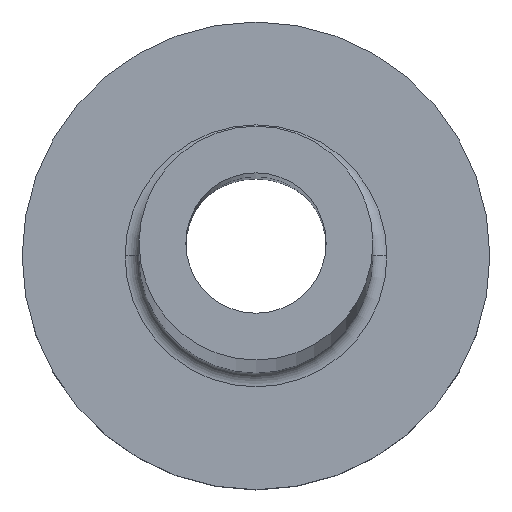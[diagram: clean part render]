
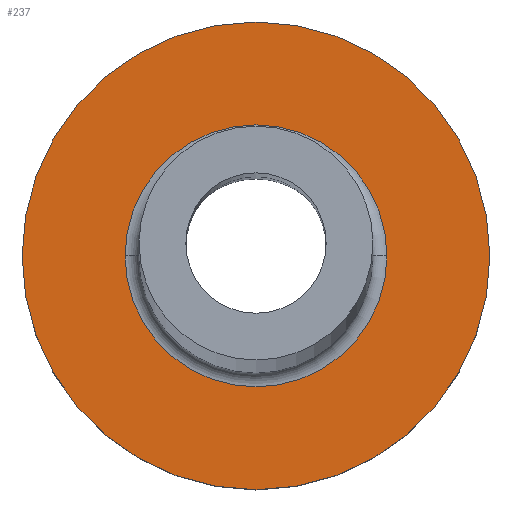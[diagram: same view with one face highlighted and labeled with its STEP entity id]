
A CAD part, top view. The second image highlights one B-rep face of the part: STEP entity #237.
In plain terms, the highlighted planar face has unit normal (0, 0, 1).
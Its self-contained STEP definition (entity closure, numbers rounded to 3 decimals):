
#1 = CARTESIAN_POINT ( 'NONE',  ( 0., 0., 3. ) ) ;
#7 = DIRECTION ( 'NONE',  ( 0., 0., -1. ) ) ;
#8 = VERTEX_POINT ( 'NONE', #411 ) ;
#12 = CIRCLE ( 'NONE', #229, 2.8 ) ;
#33 = AXIS2_PLACEMENT_3D ( 'NONE', #295, #44, #392 ) ;
#43 = EDGE_LOOP ( 'NONE', ( #434, #394 ) ) ;
#44 = DIRECTION ( 'NONE',  ( 0., 0., 1. ) ) ;
#47 = CIRCLE ( 'NONE', #306, 5. ) ;
#73 = DIRECTION ( 'NONE',  ( 0., 0., 1. ) ) ;
#75 = FACE_BOUND ( 'NONE', #43, .T. ) ;
#88 = CARTESIAN_POINT ( 'NONE',  ( 0., 0., 3. ) ) ;
#101 = AXIS2_PLACEMENT_3D ( 'NONE', #259, #182, #225 ) ;
#106 = PLANE ( 'NONE',  #101 ) ;
#117 = FACE_OUTER_BOUND ( 'NONE', #457, .T. ) ;
#138 = CARTESIAN_POINT ( 'NONE',  ( 0., 0., 3. ) ) ;
#152 = VERTEX_POINT ( 'NONE', #169 ) ;
#157 = ORIENTED_EDGE ( 'NONE', *, *, #322, .T. ) ;
#161 = CIRCLE ( 'NONE', #33, 5. ) ;
#169 = CARTESIAN_POINT ( 'NONE',  ( 2.8, 0., 3. ) ) ;
#182 = DIRECTION ( 'NONE',  ( 0., 0., 1. ) ) ;
#195 = EDGE_CURVE ( 'NONE', #389, #409, #161, .T. ) ;
#196 = AXIS2_PLACEMENT_3D ( 'NONE', #1, #7, #321 ) ;
#201 = DIRECTION ( 'NONE',  ( 0., 0., -1. ) ) ;
#225 = DIRECTION ( 'NONE',  ( 1., 0., 0. ) ) ;
#229 = AXIS2_PLACEMENT_3D ( 'NONE', #88, #201, #232 ) ;
#232 = DIRECTION ( 'NONE',  ( 1., 0., 0. ) ) ;
#237 = ADVANCED_FACE ( 'NONE', ( #75, #117 ), #106, .T. ) ;
#259 = CARTESIAN_POINT ( 'NONE',  ( 0., 0., 3. ) ) ;
#265 = EDGE_CURVE ( 'NONE', #152, #8, #396, .T. ) ;
#295 = CARTESIAN_POINT ( 'NONE',  ( 0., 0., 3. ) ) ;
#302 = CARTESIAN_POINT ( 'NONE',  ( 5., 0., 3. ) ) ;
#306 = AXIS2_PLACEMENT_3D ( 'NONE', #138, #73, #317 ) ;
#317 = DIRECTION ( 'NONE',  ( 1., 0., 0. ) ) ;
#321 = DIRECTION ( 'NONE',  ( 1., 0., 0. ) ) ;
#322 = EDGE_CURVE ( 'NONE', #409, #389, #47, .T. ) ;
#389 = VERTEX_POINT ( 'NONE', #302 ) ;
#392 = DIRECTION ( 'NONE',  ( 1., 0., 0. ) ) ;
#394 = ORIENTED_EDGE ( 'NONE', *, *, #448, .T. ) ;
#396 = CIRCLE ( 'NONE', #196, 2.8 ) ;
#397 = ORIENTED_EDGE ( 'NONE', *, *, #195, .T. ) ;
#409 = VERTEX_POINT ( 'NONE', #450 ) ;
#411 = CARTESIAN_POINT ( 'NONE',  ( -2.8, 0., 3. ) ) ;
#434 = ORIENTED_EDGE ( 'NONE', *, *, #265, .T. ) ;
#448 = EDGE_CURVE ( 'NONE', #8, #152, #12, .T. ) ;
#450 = CARTESIAN_POINT ( 'NONE',  ( -5., 0., 3. ) ) ;
#457 = EDGE_LOOP ( 'NONE', ( #157, #397 ) ) ;
